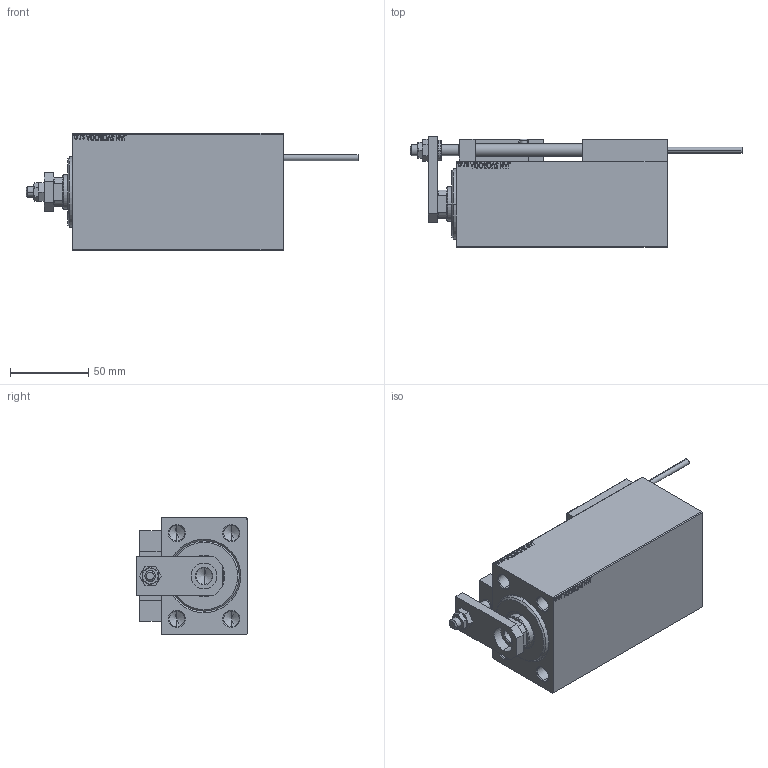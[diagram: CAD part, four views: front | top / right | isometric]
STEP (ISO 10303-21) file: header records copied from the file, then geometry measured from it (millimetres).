
FILE_DESCRIPTION (( 'STEP AP203' ), '1' );
FILE_NAME ('b361.STEP', '2024-02-12T03:02:04', ( '' ), ( '' ), 'SwSTEP 2.0', 'SolidWorks 2019', '' );
FILE_SCHEMA (( 'CONFIG_CONTROL_DESIGN' ));
Length unit declared in the file: millimetre
Products named in the file (16): TYC_L79 138fc4b0c4a5d0bbae659f39f540bc21; NUT_D10 138fc4b0c4a5d0bbae659f39f540bc21; KONCOVKA 138fc4b0c4a5d0bbae659f39f540bc21; V450CM_B_VCP 138fc4b0c4a5d0bbae659f39f540bc21; SWITCH X 138fc4b0c4a5d0bbae659f39f540bc21; MAGNET 138fc4b0c4a5d0bbae659f39f540bc21; V450CM_B_Body 138fc4b0c4a5d0bbae659f39f540bc21; ZARAZKA 138fc4b0c4a5d0bbae659f39f540bc21; b361; ALLEN BOLT D8 138fc4b0c4a5d0bbae659f39f540bc21; SWITCH_X_FRONT_BACK 138fc4b0c4a5d0bbae659f39f540bc21; Block 138fc4b0c4a5d0bbae659f39f540bc21; SWITCH DIM B,W 138fc4b0c4a5d0bbae659f39f540bc21; ALLEN BOLT D5 138fc4b0c4a5d0bbae659f39f540bc21; V450CM_VC_B 138fc4b0c4a5d0bbae659f39f540bc21; NUT_D12 138fc4b0c4a5d0bbae659f39f540bc21
Assembly tree (25 placements, depth 3):
  b361
    V450CM_B_Body 138fc4b0c4a5d0bbae659f39f540bc21
    V450CM_B_VCP 138fc4b0c4a5d0bbae659f39f540bc21
    SWITCH X 138fc4b0c4a5d0bbae659f39f540bc21
      SWITCH_X_FRONT_BACK 138fc4b0c4a5d0bbae659f39f540bc21  x2
      TYC_L79 138fc4b0c4a5d0bbae659f39f540bc21
      Block 138fc4b0c4a5d0bbae659f39f540bc21  x2
      ALLEN BOLT D5 138fc4b0c4a5d0bbae659f39f540bc21  x4
      ALLEN BOLT D8 138fc4b0c4a5d0bbae659f39f540bc21  x4
      MAGNET 138fc4b0c4a5d0bbae659f39f540bc21  x2
      KONCOVKA 138fc4b0c4a5d0bbae659f39f540bc21  x2
    NUT_D10 138fc4b0c4a5d0bbae659f39f540bc21
    NUT_D12 138fc4b0c4a5d0bbae659f39f540bc21
    SWITCH DIM B,W 138fc4b0c4a5d0bbae659f39f540bc21
    ZARAZKA 138fc4b0c4a5d0bbae659f39f540bc21
    V450CM_VC_B 138fc4b0c4a5d0bbae659f39f540bc21
Bounding box: 212.7 x 70.5 x 75 mm (x, y, z)
Volume: 562324.3 mm3; surface area: 106185.5 mm2
Topology: 24 solids, 24 shells, 1318 faces, 3154 edges, 1998 vertices
Faces by surface type: plane 561, bspline 380, cylinder 184, cone 145, torus 44, sphere 4
Entity records: 51313 total; most frequent: CARTESIAN_POINT 26248, ORIENTED_EDGE 5296, DIRECTION 3605, EDGE_CURVE 2648, VERTEX_POINT 1722, VECTOR 1527, LINE 1527, EDGE_LOOP 1224
